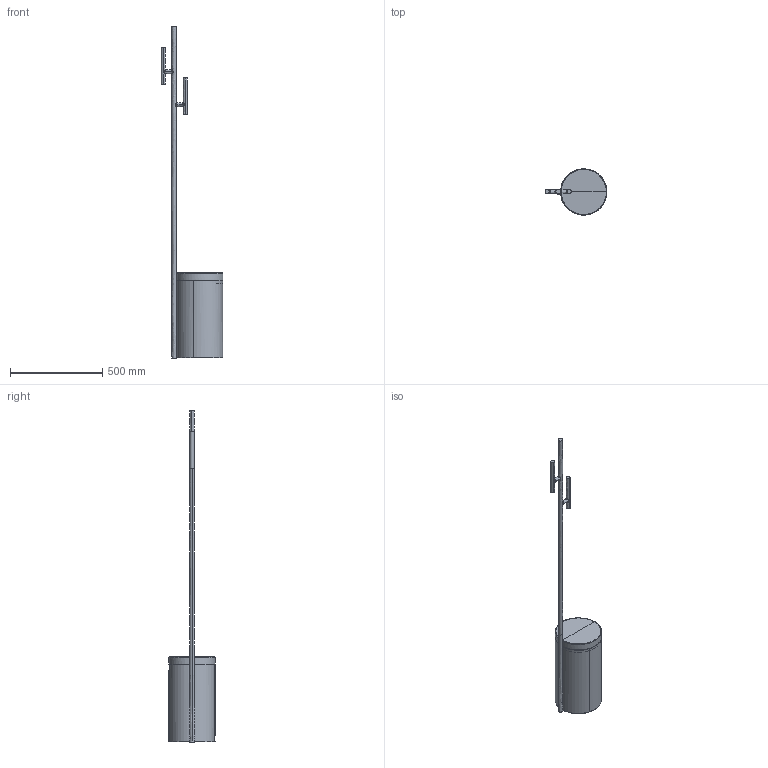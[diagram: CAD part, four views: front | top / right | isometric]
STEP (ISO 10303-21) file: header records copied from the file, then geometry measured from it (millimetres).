
FILE_DESCRIPTION(/* description */ (''),/* implementation_level */ '2;1');
FILE_NAME(/* name */ 'F17449~1',/* time_stamp */ '2023-06-23T16:13:59+02:00',/* author */ (''),/* organization */ (''),/* preprocessor_version */ 'ST-DEVELOPER v15',/* originating_system */ '',/* authorisation */ '');
FILE_SCHEMA (('CONFIG_CONTROL_DESIGN'));
Length unit declared in the file: millimetre
Products named in the file (1): Document
Bounding box: 334.16 x 249.94 x 1800 mm (x, y, z)
Surface area: 925351.7 mm2 (no closed solid volume)
Topology: 0 solids, 40 shells, 52 faces, 186 edges, 158 vertices
Faces by surface type: bspline 47, plane 5
Entity records: 5293 total; most frequent: CARTESIAN_POINT 4280, ORIENTED_EDGE 209, EDGE_CURVE 184, VERTEX_POINT 158, B_SPLINE_CURVE_WITH_KNOTS 104, EDGE_LOOP 54, ADVANCED_FACE 52, FACE_OUTER_BOUND 52
